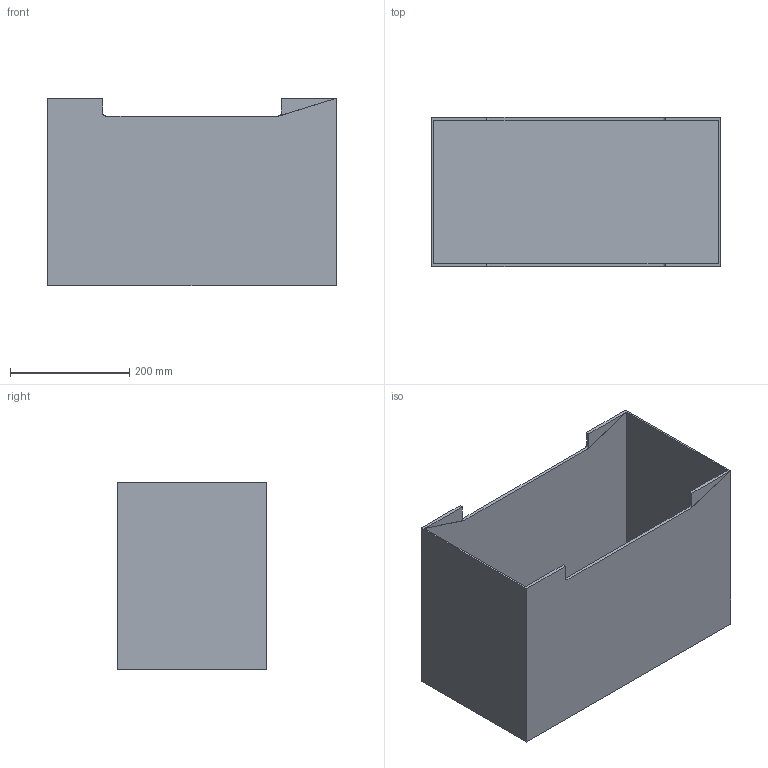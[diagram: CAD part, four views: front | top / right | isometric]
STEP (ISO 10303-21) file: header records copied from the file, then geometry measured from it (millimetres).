
FILE_DESCRIPTION(/* description */ (''),/* implementation_level */ '2;1');
FILE_NAME(/* name */ '9800 Ala contenitore in cuoio',/* time_stamp */ '2015-04-28T10:48:41+02:00',/* author */ (''),/* organization */ (''),/* preprocessor_version */ 'ST-DEVELOPER v10',/* originating_system */ '',/* authorisation */ '');
FILE_SCHEMA (('CONFIG_CONTROL_DESIGN'));
Length unit declared in the file: millimetre
Products named in the file (1): 1
Bounding box: 485 x 250 x 315 mm (x, y, z)
Volume: 2395276.6 mm3; surface area: 1118240.7 mm2
Topology: 1 solids, 1 shells, 14 faces, 36 edges, 24 vertices
Faces by surface type: bspline 14
Entity records: 558 total; most frequent: CARTESIAN_POINT 248, ORIENTED_EDGE 72, EDGE_CURVE 36, B_SPLINE_CURVE_WITH_KNOTS 32, VERTEX_POINT 24, ADVANCED_FACE 14, FACE_OUTER_BOUND 14, EDGE_LOOP 14
